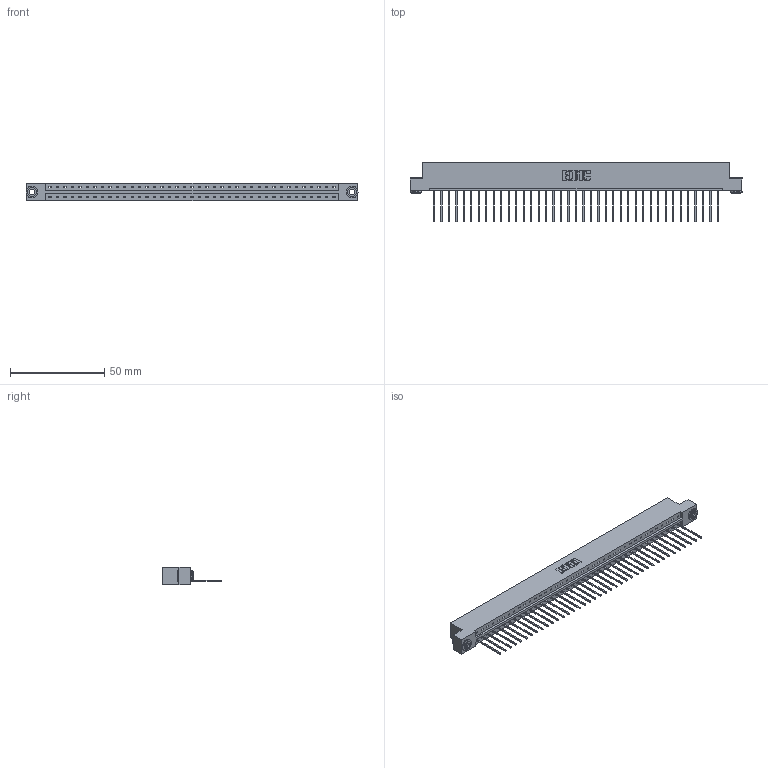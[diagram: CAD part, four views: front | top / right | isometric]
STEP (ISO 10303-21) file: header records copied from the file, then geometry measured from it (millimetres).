
FILE_DESCRIPTION (( 'STEP AP203' ), '1' );
FILE_NAME ('333-039-542-103.STEP', '2018-08-03T12:58:25', ( '' ), ( '' ), 'SwSTEP 2.0', 'SolidWorks 2016', '' );
FILE_SCHEMA (( 'CONFIG_CONTROL_DESIGN' ));
Length unit declared in the file: inch
Products named in the file (4): 333-039-542-103; 333 Part_Flush - .156 Dia - TH; 345-292-001_345-293-142; 345-250-002_345-250-002-102
Assembly tree (42 placements, depth 2):
  333-039-542-103
    333 Part_Flush - .156 Dia - TH
    345-292-001_345-293-142  x39
    345-250-002_345-250-002-102  x2
Bounding box: 176.07 x 31.63 x 9.4 mm (x, y, z)
Volume: 17798.2 mm3; surface area: 20036.7 mm2
Topology: 42 solids, 42 shells, 2414 faces, 7251 edges, 4778 vertices
Faces by surface type: plane 1718, cylinder 688, cone 8
Entity records: 24898 total; most frequent: CARTESIAN_POINT 4274, ORIENTED_EDGE 4242, DIRECTION 3645, EDGE_CURVE 2121, VECTOR 1969, LINE 1969, VERTEX_POINT 1410, AXIS2_PLACEMENT_3D 838
